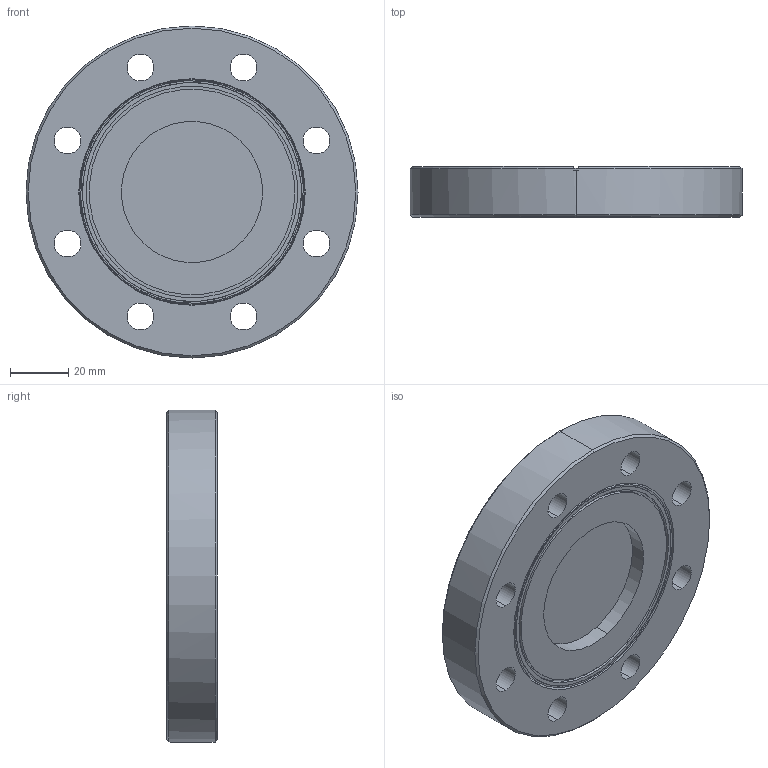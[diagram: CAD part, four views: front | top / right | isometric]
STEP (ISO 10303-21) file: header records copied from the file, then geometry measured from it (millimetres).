
FILE_DESCRIPTION (( 'STEP AP203' ), '1' );
FILE_NAME ('A4297.STEP', '2011-09-20T16:54:50', ( '' ), ( '' ), 'SwSTEP 2.0', 'SolidWorks 2011', '' );
FILE_SCHEMA (( 'CONFIG_CONTROL_DESIGN' ));
Length unit declared in the file: inch
Products named in the file (1): A4297
Bounding box: 113.54 x 17.27 x 113.54 mm (x, y, z)
Surface area: 46408.3 mm2 (no closed solid volume)
Topology: 0 solids, 7 shells, 77 faces, 190 edges, 126 vertices
Faces by surface type: cylinder 50, plane 21, cone 6
Entity records: 2443 total; most frequent: DIRECTION 460, CARTESIAN_POINT 406, ORIENTED_EDGE 356, AXIS2_PLACEMENT_3D 196, EDGE_CURVE 190, VERTEX_POINT 126, CIRCLE 118, EDGE_LOOP 104
